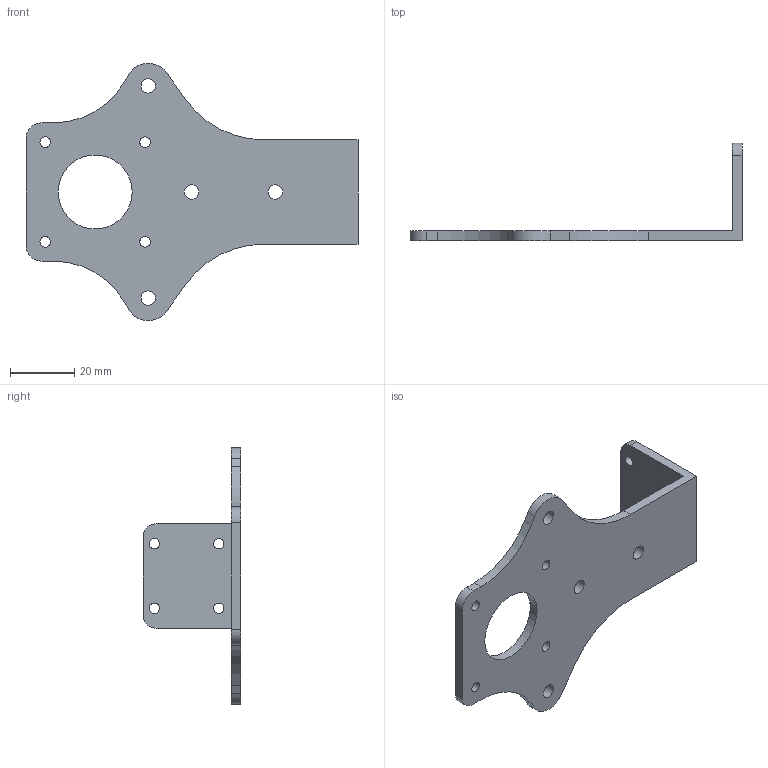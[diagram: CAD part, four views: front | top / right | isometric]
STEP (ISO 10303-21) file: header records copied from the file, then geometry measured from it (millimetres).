
FILE_DESCRIPTION(/* description */ (''),/* implementation_level */ '2;1');
FILE_NAME(/* name */ 'X motor mount.step',/* time_stamp */ '2019-12-01T23:15:16+02:00',/* author */ (''),/* organization */ (''),/* preprocessor_version */ 'ST-DEVELOPER v18',/* originating_system */ 'Autodesk Translation Framework v8.12.0.6',/* authorisation */ '');
FILE_SCHEMA (('AUTOMOTIVE_DESIGN { 1 0 10303 214 3 1 1 }'));
Length unit declared in the file: millimetre
Products named in the file (2): Ender 3 BLV mod; Extruder mount
Assembly tree (1 placements, depth 2):
  Ender 3 BLV mod
    Extruder mount
Bounding box: 103.2 x 30.35 x 79.99 mm (x, y, z)
Volume: 15375.8 mm3; surface area: 11967.4 mm2
Topology: 1 solids, 1 shells, 37 faces, 105 edges, 70 vertices
Faces by surface type: cylinder 23, plane 14
Full cylindrical faces by diameter (mm): 3.2 x4, 3.3 x4, 4.5 x4, 23 x1
Entity records: 1377 total; most frequent: DIRECTION 233, CARTESIAN_POINT 216, ORIENTED_EDGE 210, EDGE_CURVE 105, AXIS2_PLACEMENT_3D 87, VERTEX_POINT 70, EDGE_LOOP 63, LINE 59
